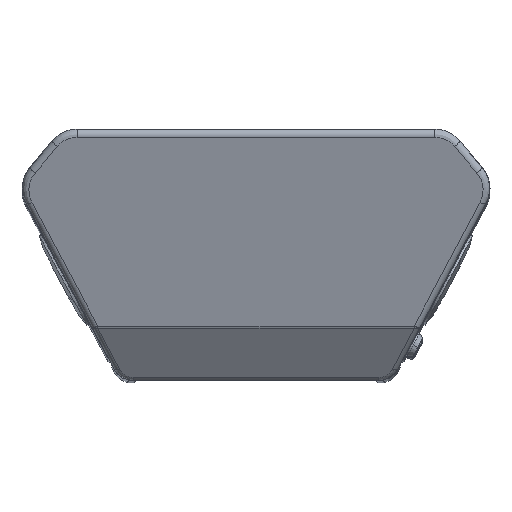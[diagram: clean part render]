
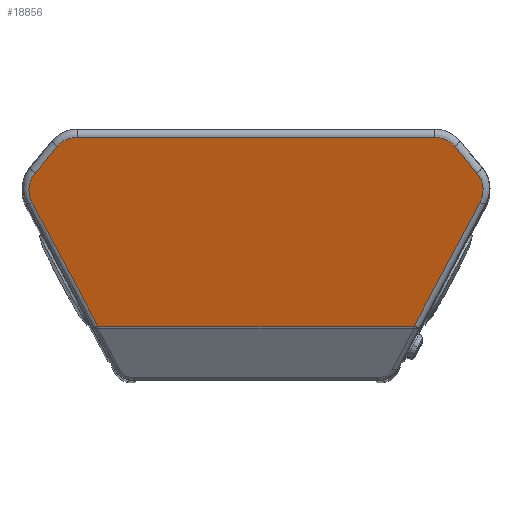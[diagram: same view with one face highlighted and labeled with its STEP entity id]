
A CAD part, top view. The second image highlights one B-rep face of the part: STEP entity #18856.
In plain terms, the highlighted planar face has unit normal (0, -0.259, 0.966).
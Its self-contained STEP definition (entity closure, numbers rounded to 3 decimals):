
#1302=DIRECTION('',(0.457,-0.859,-0.23));
#1303=VECTOR('',#1302,132.694);
#1304=CARTESIAN_POINT('',(-206.191,-67.259,
1492.46));
#1305=LINE('',#1304,#1303);
#1306=CARTESIAN_POINT('',(-203.385,-40.564,
1499.612));
#1307=CARTESIAN_POINT('',(-204.892,-42.361,
1499.131));
#1308=CARTESIAN_POINT('',(-207.08,-45.921,
1498.177));
#1309=CARTESIAN_POINT('',(-208.8,-51.607,
1496.654));
#1310=CARTESIAN_POINT('',(-209.18,-56.985,
1495.212));
#1311=CARTESIAN_POINT('',(-208.359,-62.317,
1493.784));
#1312=CARTESIAN_POINT('',(-207.034,-65.672,
1492.885));
#1313=CARTESIAN_POINT('',(-206.191,-67.259,
1492.46));
#1315=DIRECTION('',(-0.63,-0.75,-0.201));
#1316=VECTOR('',#1315,32.567);
#1317=CARTESIAN_POINT('',(-182.879,-16.126,
1506.161));
#1318=LINE('',#1317,#1316);
#1319=CARTESIAN_POINT('',(-164.494,-7.553,
1508.458));
#1320=CARTESIAN_POINT('',(-165.872,-7.553,
1508.458));
#1321=CARTESIAN_POINT('',(-168.628,-7.791,
1508.394));
#1322=CARTESIAN_POINT('',(-172.633,-8.849,
1508.11));
#1323=CARTESIAN_POINT('',(-176.386,-10.571,
1507.649));
#1324=CARTESIAN_POINT('',(-179.887,-12.973,
1507.005));
#1325=CARTESIAN_POINT('',(-181.923,-14.986,
1506.466));
#1326=CARTESIAN_POINT('',(-182.879,-16.126,
1506.161));
#1328=CARTESIAN_POINT('',(182.879,-16.126,1506.161));
#1329=CARTESIAN_POINT('',(181.923,-14.986,1506.466));
#1330=CARTESIAN_POINT('',(179.887,-12.973,1507.005));
#1331=CARTESIAN_POINT('',(176.386,-10.571,1507.649));
#1332=CARTESIAN_POINT('',(172.633,-8.849,1508.11));
#1333=CARTESIAN_POINT('',(168.628,-7.791,1508.394));
#1334=CARTESIAN_POINT('',(165.872,-7.553,1508.458));
#1335=CARTESIAN_POINT('',(164.494,-7.553,1508.458));
#1337=DIRECTION('',(-0.63,0.75,0.201));
#1338=VECTOR('',#1337,32.567);
#1339=CARTESIAN_POINT('',(203.385,-40.564,1499.612));
#1340=LINE('',#1339,#1338);
#1341=CARTESIAN_POINT('',(206.191,-67.259,1492.46));
#1342=CARTESIAN_POINT('',(207.034,-65.672,1492.885));
#1343=CARTESIAN_POINT('',(208.359,-62.317,1493.784));
#1344=CARTESIAN_POINT('',(209.18,-56.985,1495.212));
#1345=CARTESIAN_POINT('',(208.8,-51.607,1496.654));
#1346=CARTESIAN_POINT('',(207.08,-45.921,1498.177));
#1347=CARTESIAN_POINT('',(204.892,-42.361,1499.131));
#1348=CARTESIAN_POINT('',(203.385,-40.564,1499.612));
#1350=DIRECTION('',(0.457,0.859,0.23));
#1351=VECTOR('',#1350,132.694);
#1352=CARTESIAN_POINT('',(145.568,-181.273,1461.91));
#1353=LINE('',#1352,#1351);
#1358=DIRECTION('',(-1.,0.,0.));
#1359=VECTOR('',#1358,291.136);
#1360=CARTESIAN_POINT('',(145.568,-181.273,1461.91));
#1361=LINE('',#1360,#1359);
#1678=DIRECTION('',(1.,0.,0.));
#1679=VECTOR('',#1678,328.988);
#1680=CARTESIAN_POINT('',(-164.494,-7.553,
1508.458));
#1681=LINE('',#1680,#1679);
#15636=CARTESIAN_POINT('',(-206.191,-67.259,
1492.46));
#15637=CARTESIAN_POINT('',(-145.568,-181.273,
1461.91));
#15638=VERTEX_POINT('',#15636);
#15639=VERTEX_POINT('',#15637);
#15649=CARTESIAN_POINT('',(145.568,-181.273,
1461.91));
#15650=VERTEX_POINT('',#15649);
#15651=CARTESIAN_POINT('',(206.191,-67.259,
1492.46));
#15652=VERTEX_POINT('',#15651);
#15661=VERTEX_POINT('',#1306);
#15662=VERTEX_POINT('',#1348);
#15663=CARTESIAN_POINT('',(182.879,-16.126,
1506.161));
#15664=VERTEX_POINT('',#15663);
#15665=VERTEX_POINT('',#1335);
#15666=CARTESIAN_POINT('',(-164.494,-7.553,
1508.458));
#15667=VERTEX_POINT('',#15666);
#15668=VERTEX_POINT('',#1326);
#18830=CARTESIAN_POINT('',(0.,-0.088,1510.458));
#18831=DIRECTION('',(0.,-0.259,0.966));
#18832=DIRECTION('',(0.,-0.966,-0.259));
#18833=AXIS2_PLACEMENT_3D('',#18830,#18831,#18832);
#18834=PLANE('',#18833);
#18836=ORIENTED_EDGE('',*,*,#18835,.T.);
#18838=ORIENTED_EDGE('',*,*,#18837,.F.);
#18840=ORIENTED_EDGE('',*,*,#18839,.F.);
#18842=ORIENTED_EDGE('',*,*,#18841,.F.);
#18843=ORIENTED_EDGE('',*,*,#18820,.F.);
#18845=ORIENTED_EDGE('',*,*,#18844,.T.);
#18847=ORIENTED_EDGE('',*,*,#18846,.F.);
#18849=ORIENTED_EDGE('',*,*,#18848,.F.);
#18851=ORIENTED_EDGE('',*,*,#18850,.F.);
#18853=ORIENTED_EDGE('',*,*,#18852,.F.);
#18854=EDGE_LOOP('',(#18836,#18838,#18840,#18842,#18843,#18845,#18847,#18849,
#18851,#18853));
#18855=FACE_OUTER_BOUND('',#18854,.F.);
#18856=ADVANCED_FACE('',(#18855),#18834,.T.);
#1314=B_SPLINE_CURVE_WITH_KNOTS('',3,(#1306,#1307,#1308,#1309,#1310,#1311,#1312,
#1313),.UNSPECIFIED.,.F.,.F.,(4,1,1,1,1,4),(0.,0.245,
0.434,0.623,0.811,1.),.UNSPECIFIED.);
#1327=B_SPLINE_CURVE_WITH_KNOTS('',3,(#1319,#1320,#1321,#1322,#1323,#1324,#1325,
#1326),.UNSPECIFIED.,.F.,.F.,(4,1,1,1,1,4),(0.,0.196,
0.392,0.589,0.785,1.),.UNSPECIFIED.);
#1336=B_SPLINE_CURVE_WITH_KNOTS('',3,(#1328,#1329,#1330,#1331,#1332,#1333,#1334,
#1335),.UNSPECIFIED.,.F.,.F.,(4,1,1,1,1,4),(0.,0.215,
0.411,0.608,0.804,1.),.UNSPECIFIED.);
#1349=B_SPLINE_CURVE_WITH_KNOTS('',3,(#1341,#1342,#1343,#1344,#1345,#1346,#1347,
#1348),.UNSPECIFIED.,.F.,.F.,(4,1,1,1,1,4),(0.,0.189,
0.377,0.566,0.755,1.),.UNSPECIFIED.);
#18820=EDGE_CURVE('',#15667,#15668,#1327,.T.);
#18835=EDGE_CURVE('',#15650,#15639,#1361,.T.);
#18837=EDGE_CURVE('',#15638,#15639,#1305,.T.);
#18839=EDGE_CURVE('',#15661,#15638,#1314,.T.);
#18841=EDGE_CURVE('',#15668,#15661,#1318,.T.);
#18844=EDGE_CURVE('',#15667,#15665,#1681,.T.);
#18846=EDGE_CURVE('',#15664,#15665,#1336,.T.);
#18848=EDGE_CURVE('',#15662,#15664,#1340,.T.);
#18850=EDGE_CURVE('',#15652,#15662,#1349,.T.);
#18852=EDGE_CURVE('',#15650,#15652,#1353,.T.);
